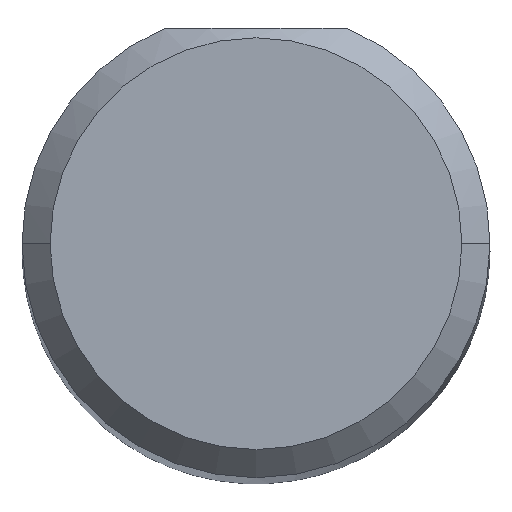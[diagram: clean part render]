
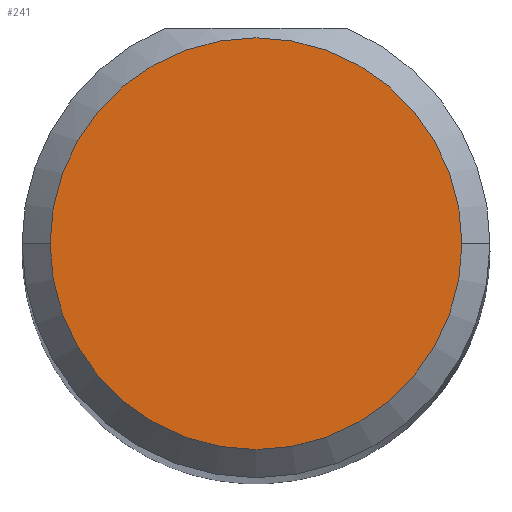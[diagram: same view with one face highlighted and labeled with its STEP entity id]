
A CAD part, top view. The second image highlights one B-rep face of the part: STEP entity #241.
In plain terms, the highlighted planar face has unit normal (0, 0, 1).
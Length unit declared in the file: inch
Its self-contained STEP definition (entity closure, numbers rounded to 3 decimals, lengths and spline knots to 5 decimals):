
#7 = CARTESIAN_POINT ( 'NONE',  ( 0.11, 0., 2.5 ) ) ;
#64 = CARTESIAN_POINT ( 'NONE',  ( 0., 0., 2.5 ) ) ;
#109 = DIRECTION ( 'NONE',  ( 1., 0., 0. ) ) ;
#117 = AXIS2_PLACEMENT_3D ( 'NONE', #64, #219, #227 ) ;
#141 = EDGE_CURVE ( 'NONE', #195, #417, #362, .T. ) ;
#162 = CIRCLE ( 'NONE', #117, 0.11 ) ;
#184 = CARTESIAN_POINT ( 'NONE',  ( 0., 0., 2.5 ) ) ;
#195 = VERTEX_POINT ( 'NONE', #7 ) ;
#204 = CARTESIAN_POINT ( 'NONE',  ( 0., 0., 2.5 ) ) ;
#214 = EDGE_LOOP ( 'NONE', ( #220, #501 ) ) ;
#219 = DIRECTION ( 'NONE',  ( 0., 0., 1. ) ) ;
#220 = ORIENTED_EDGE ( 'NONE', *, *, #294, .T. ) ;
#227 = DIRECTION ( 'NONE',  ( 1., 0., 0. ) ) ;
#241 = ADVANCED_FACE ( 'NONE', ( #465 ), #316, .T. ) ;
#294 = EDGE_CURVE ( 'NONE', #417, #195, #162, .T. ) ;
#299 = DIRECTION ( 'NONE',  ( 0., 0., 1. ) ) ;
#316 = PLANE ( 'NONE',  #318 ) ;
#318 = AXIS2_PLACEMENT_3D ( 'NONE', #204, #369, #445 ) ;
#349 = AXIS2_PLACEMENT_3D ( 'NONE', #184, #299, #109 ) ;
#362 = CIRCLE ( 'NONE', #349, 0.11 ) ;
#369 = DIRECTION ( 'NONE',  ( 0., 0., 1. ) ) ;
#398 = CARTESIAN_POINT ( 'NONE',  ( -0.11, 0., 2.5 ) ) ;
#417 = VERTEX_POINT ( 'NONE', #398 ) ;
#445 = DIRECTION ( 'NONE',  ( 1., 0., 0. ) ) ;
#465 = FACE_OUTER_BOUND ( 'NONE', #214, .T. ) ;
#501 = ORIENTED_EDGE ( 'NONE', *, *, #141, .T. ) ;
